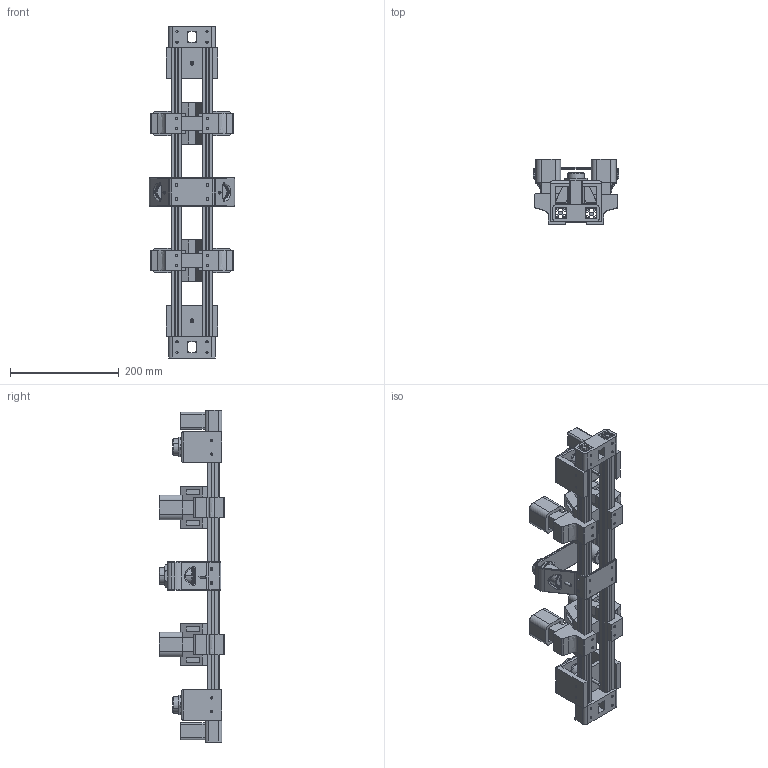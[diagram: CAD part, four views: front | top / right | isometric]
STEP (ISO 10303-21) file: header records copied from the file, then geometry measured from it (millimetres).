
FILE_DESCRIPTION (( 'STEP AP214' ), '1' );
FILE_NAME ('SensorContext.STEP', '2025-11-19T05:57:30', ( '' ), ( '' ), 'SwSTEP 2.0', 'SolidWorks 2025', '' );
FILE_SCHEMA (( 'AUTOMOTIVE_DESIGN' ));
Length unit declared in the file: millimetre
Products named in the file (1): SensorContext
Bounding box: 157.6 x 119.9 x 609.6 mm (x, y, z)
Volume: 1836109.1 mm3; surface area: 647297.2 mm2
Topology: 25 solids, 25 shells, 1069 faces, 2681 edges, 1706 vertices
Faces by surface type: plane 518, cylinder 363, cone 112, torus 60, bspline 16
Entity records: 36972 total; most frequent: CARTESIAN_POINT 10725, DIRECTION 5369, ORIENTED_EDGE 5362, EDGE_CURVE 2681, AXIS2_PLACEMENT_3D 1912, VERTEX_POINT 1706, VECTOR 1545, LINE 1545
